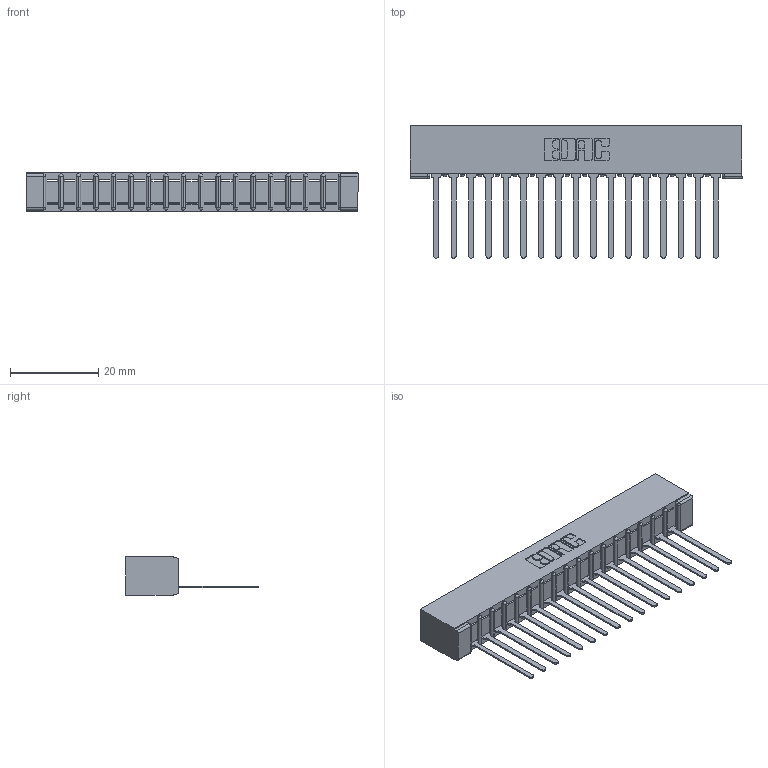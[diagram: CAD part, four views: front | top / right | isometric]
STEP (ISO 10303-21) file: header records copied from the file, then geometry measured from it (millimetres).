
FILE_DESCRIPTION (( 'STEP AP203' ), '1' );
FILE_NAME ('307-017-445-101.STEP', '2020-09-25T21:08:03', ( '' ), ( '' ), 'SwSTEP 2.0', 'SolidWorks 2020', '' );
FILE_SCHEMA (( 'CONFIG_CONTROL_DESIGN' ));
Length unit declared in the file: inch
Products named in the file (3): 307-017-445-101; 307-290-001_545; 307 Part_No Mounting Lugs
Assembly tree (18 placements, depth 2):
  307-017-445-101
    307 Part_No Mounting Lugs
    307-290-001_545  x17
Bounding box: 75.23 x 30 x 8.71 mm (x, y, z)
Volume: 5030.4 mm3; surface area: 8341.8 mm2
Topology: 18 solids, 18 shells, 1080 faces, 3053 edges, 1962 vertices
Faces by surface type: plane 695, cylinder 349, sphere 36
Entity records: 17346 total; most frequent: CARTESIAN_POINT 2912, ORIENTED_EDGE 2898, DIRECTION 2845, EDGE_CURVE 1449, LINE 1103, VECTOR 1103, VERTEX_POINT 938, AXIS2_PLACEMENT_3D 871
